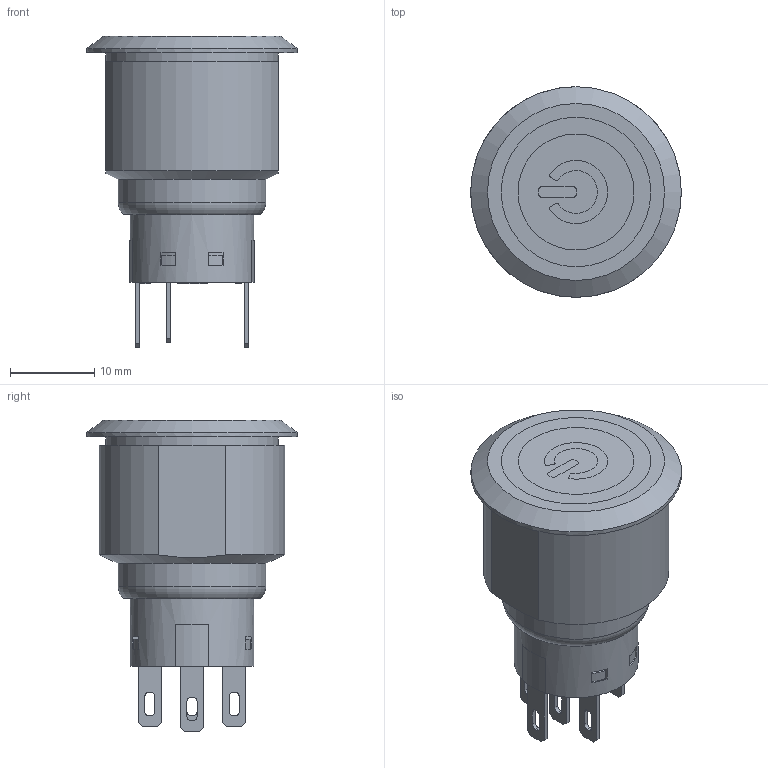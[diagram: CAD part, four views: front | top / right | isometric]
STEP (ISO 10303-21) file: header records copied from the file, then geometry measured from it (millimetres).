
FILE_DESCRIPTION(/* description */ (''),/* implementation_level */ '2;1');
FILE_NAME(/* name */ 'ULV7F23xx6xx.stp',/* time_stamp */ '2023-05-19T08:02:59-05:00',/* author */ ('mwilliams'),/* organization */ (''),/* preprocessor_version */ 'ST-DEVELOPER v18',/* originating_system */ 'Autodesk Inventor 2020',/* authorisation */ '');
FILE_SCHEMA (('AUTOMOTIVE_DESIGN { 1 0 10303 214 3 1 1 }'));
Length unit declared in the file: millimetre
Products named in the file (1): ULV7F23xx6xx
Bounding box: 25 x 25 x 37 mm (x, y, z)
Volume: 8247.9 mm3; surface area: 3738.1 mm2
Topology: 1 solids, 1 shells, 251 faces, 717 edges, 479 vertices
Faces by surface type: plane 167, bspline 46, cylinder 35, cone 2, torus 1
Full cylindrical faces by diameter (mm): 13.3 x1, 14.7 x1, 17.5 x1, 20.5 x1, 25 x1
Entity records: 8532 total; most frequent: CARTESIAN_POINT 2050, ORIENTED_EDGE 1434, DIRECTION 1177, EDGE_CURVE 717, LINE 481, VECTOR 481, VERTEX_POINT 479, AXIS2_PLACEMENT_3D 348
